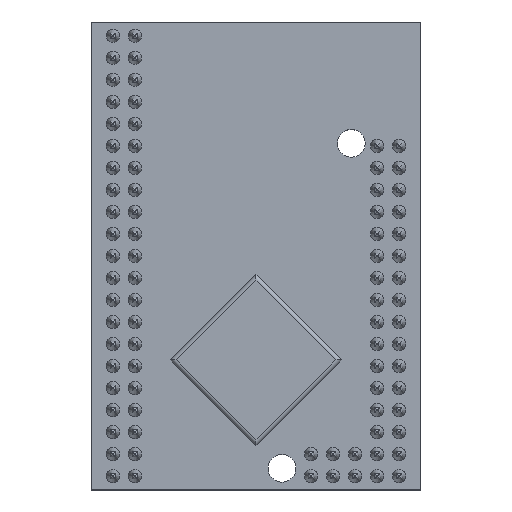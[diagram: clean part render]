
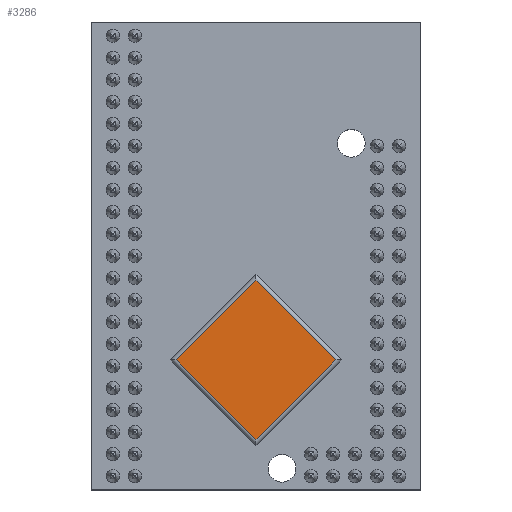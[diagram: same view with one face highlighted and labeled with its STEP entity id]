
A CAD part, top view. The second image highlights one B-rep face of the part: STEP entity #3286.
In plain terms, the highlighted planar face has unit normal (0, 0, 1).
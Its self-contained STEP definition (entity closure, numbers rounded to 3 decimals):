
#671=PLANE('',#3655);
#819=FACE_OUTER_BOUND('',#1132,.T.);
#1132=EDGE_LOOP('',(#3125,#3126,#3127,#3128));
#1496=LINE('',#5563,#1683);
#1498=LINE('',#5571,#1685);
#1500=LINE('',#5577,#1687);
#1503=LINE('',#5583,#1690);
#1683=VECTOR('',#4587,10.);
#1685=VECTOR('',#4595,10.);
#1687=VECTOR('',#4601,10.);
#1690=VECTOR('',#4608,10.);
#1950=VERTEX_POINT('',#5561);
#1951=VERTEX_POINT('',#5562);
#1954=VERTEX_POINT('',#5570);
#1956=VERTEX_POINT('',#5576);
#2335=EDGE_CURVE('',#1950,#1951,#1496,.T.);
#2339=EDGE_CURVE('',#1951,#1954,#1498,.T.);
#2342=EDGE_CURVE('',#1954,#1956,#1500,.T.);
#2346=EDGE_CURVE('',#1956,#1950,#1503,.T.);
#3125=ORIENTED_EDGE('',*,*,#2335,.F.);
#3126=ORIENTED_EDGE('',*,*,#2346,.F.);
#3127=ORIENTED_EDGE('',*,*,#2342,.F.);
#3128=ORIENTED_EDGE('',*,*,#2339,.F.);
#3286=ADVANCED_FACE('',(#819),#671,.T.);
#3655=AXIS2_PLACEMENT_3D('',#5594,#4618,#4619);
#4587=DIRECTION('',(0.707,-0.707,0.));
#4595=DIRECTION('',(-0.707,-0.707,0.));
#4601=DIRECTION('',(-0.707,0.707,0.));
#4608=DIRECTION('',(0.707,0.707,0.));
#4618=DIRECTION('center_axis',(0.,0.,1.));
#4619=DIRECTION('ref_axis',(1.,0.,0.));
#5561=CARTESIAN_POINT('',(0.,-2.808,1.));
#5562=CARTESIAN_POINT('',(9.192,-12.,1.));
#5563=CARTESIAN_POINT('',(7.071,-9.879,1.));
#5570=CARTESIAN_POINT('',(0.,-21.192,1.));
#5571=CARTESIAN_POINT('',(2.121,-19.071,1.));
#5576=CARTESIAN_POINT('',(-9.192,-12.,1.));
#5577=CARTESIAN_POINT('',(-7.071,-14.121,1.));
#5583=CARTESIAN_POINT('',(-2.121,-4.929,1.));
#5594=CARTESIAN_POINT('Origin',(0.,-12.,1.));
